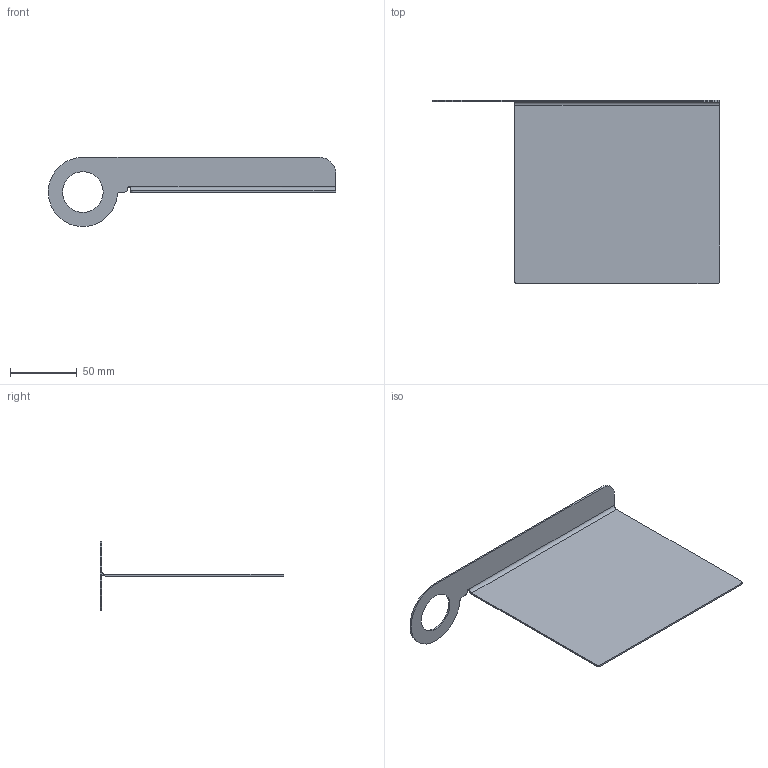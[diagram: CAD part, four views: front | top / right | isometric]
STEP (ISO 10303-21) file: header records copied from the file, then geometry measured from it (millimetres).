
FILE_DESCRIPTION((''),'2;1');
FILE_NAME('186128_ASM','2015-02-06T',('pdmadmin'),(''),'PRO/ENGINEER BY PARAMETRIC TECHNOLOGY CORPORATION, 2013230','PRO/ENGINEER BY PARAMETRIC TECHNOLOGY CORPORATION, 2013230','');
FILE_SCHEMA(('CONFIG_CONTROL_DESIGN'));
Length unit declared in the file: millimetre
Products named in the file (2): 186123; 186128_ASM
Assembly tree (1 placements, depth 2):
  186128_ASM
    186123
Bounding box: 215.99 x 138 x 51.97 mm (x, y, z)
Volume: 31937 mm3; surface area: 54289 mm2
Topology: 1 solids, 1 shells, 441 faces, 1245 edges, 828 vertices
Faces by surface type: plane 429, cylinder 11, bspline 1
Entity records: 14086 total; most frequent: CARTESIAN_POINT 2564, ORIENTED_EDGE 2490, DIRECTION 2153, EDGE_CURVE 1245, VECTOR 1219, LINE 1219, VERTEX_POINT 828, AXIS2_PLACEMENT_3D 467
